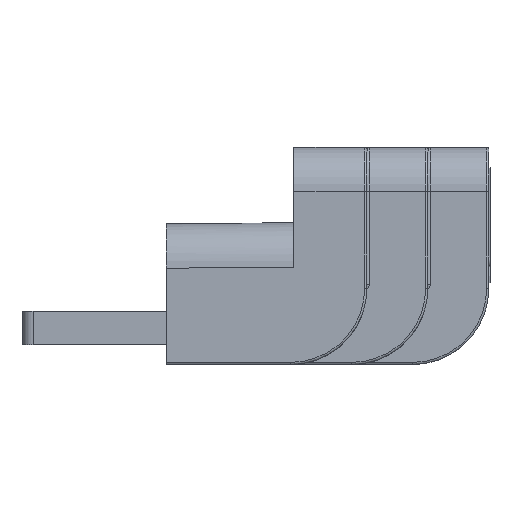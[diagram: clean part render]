
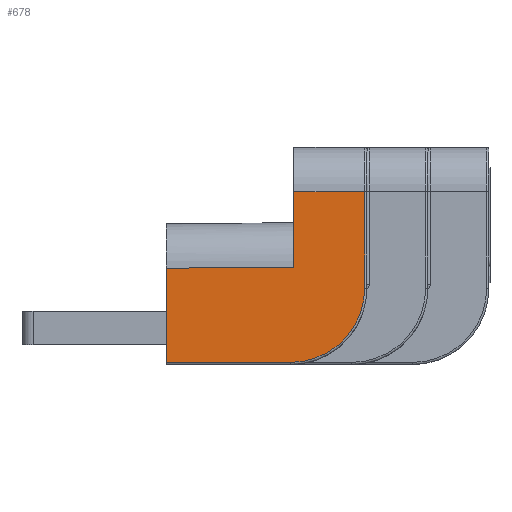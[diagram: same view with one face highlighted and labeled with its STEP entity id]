
A CAD part, front view. The second image highlights one B-rep face of the part: STEP entity #678.
In plain terms, the highlighted planar face has unit normal (0, -1, 0).
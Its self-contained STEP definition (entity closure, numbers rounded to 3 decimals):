
#447=PLANE('',#6352);
#678=ADVANCED_FACE('',(#1079),#447,.T.);
#1079=FACE_OUTER_BOUND('',#1393,.T.);
#1393=EDGE_LOOP('',(#3364,#3365,#3366,#3367,#3368,#3369,#3370));
#1675=LINE('',#8416,#2196);
#1755=LINE('',#8655,#2276);
#1816=LINE('',#8946,#2337);
#1899=LINE('',#9221,#2420);
#1918=LINE('',#9276,#2439);
#1919=LINE('',#9279,#2440);
#2196=VECTOR('',#6800,1.);
#2276=VECTOR('',#6992,1.);
#2337=VECTOR('',#7157,1.);
#2420=VECTOR('',#7396,1.);
#2439=VECTOR('',#7459,1.);
#2440=VECTOR('',#7462,1.);
#3364=ORIENTED_EDGE('',*,*,#5456,.F.);
#3365=ORIENTED_EDGE('',*,*,#5426,.T.);
#3366=ORIENTED_EDGE('',*,*,#5457,.T.);
#3367=ORIENTED_EDGE('',*,*,#5458,.T.);
#3368=ORIENTED_EDGE('',*,*,#5294,.T.);
#3369=ORIENTED_EDGE('',*,*,#5196,.T.);
#3370=ORIENTED_EDGE('',*,*,#5083,.T.);
#4456=VERTEX_POINT('',#8417);
#4457=VERTEX_POINT('',#8418);
#4559=VERTEX_POINT('',#8656);
#4630=VERTEX_POINT('',#8947);
#4717=VERTEX_POINT('',#9222);
#4718=VERTEX_POINT('',#9223);
#4731=VERTEX_POINT('',#9278);
#5083=EDGE_CURVE('',#4456,#4457,#1675,.T.);
#5196=EDGE_CURVE('',#4559,#4456,#1755,.T.);
#5294=EDGE_CURVE('',#4630,#4559,#1816,.T.);
#5426=EDGE_CURVE('',#4717,#4718,#1899,.T.);
#5456=EDGE_CURVE('',#4717,#4457,#1918,.T.);
#5457=EDGE_CURVE('',#4718,#4731,#5998,.T.);
#5458=EDGE_CURVE('',#4731,#4630,#1919,.T.);
#5998=CIRCLE('',#6351,6.7);
#6351=AXIS2_PLACEMENT_3D('',#9277,#7460,#7461);
#6352=AXIS2_PLACEMENT_3D('',#9280,#7463,#7464);
#6800=DIRECTION('',(-1.,0.,-0.009));
#6992=DIRECTION('',(0.,0.,-1.));
#7157=DIRECTION('',(-1.,0.,0.));
#7396=DIRECTION('',(1.,0.,0.));
#7459=DIRECTION('',(0.,0.,1.));
#7460=DIRECTION('',(0.,-1.,0.));
#7461=DIRECTION('',(0.,0.,-1.));
#7462=DIRECTION('',(0.,0.,1.));
#7463=DIRECTION('',(0.,-1.,0.));
#7464=DIRECTION('',(0.,0.,-1.));
#8416=CARTESIAN_POINT('',(44.016,-111.803,4.18));
#8417=CARTESIAN_POINT('',(23.4,-111.803,4.));
#8418=CARTESIAN_POINT('',(11.9,-111.803,3.9));
#8655=CARTESIAN_POINT('',(23.4,-111.803,18.));
#8656=CARTESIAN_POINT('',(23.4,-111.803,10.798));
#8946=CARTESIAN_POINT('',(45.296,-111.803,10.798));
#8947=CARTESIAN_POINT('',(29.8,-111.803,10.798));
#9221=CARTESIAN_POINT('',(44.2,-111.803,-4.6));
#9222=CARTESIAN_POINT('',(11.9,-111.803,-4.6));
#9223=CARTESIAN_POINT('',(23.1,-111.803,-4.6));
#9276=CARTESIAN_POINT('',(11.9,-111.803,-16.904));
#9277=CARTESIAN_POINT('',(23.1,-111.803,2.1));
#9278=CARTESIAN_POINT('',(29.8,-111.803,2.1));
#9279=CARTESIAN_POINT('',(29.8,-111.803,-16.904));
#9280=CARTESIAN_POINT('',(44.2,-111.803,-16.904));
